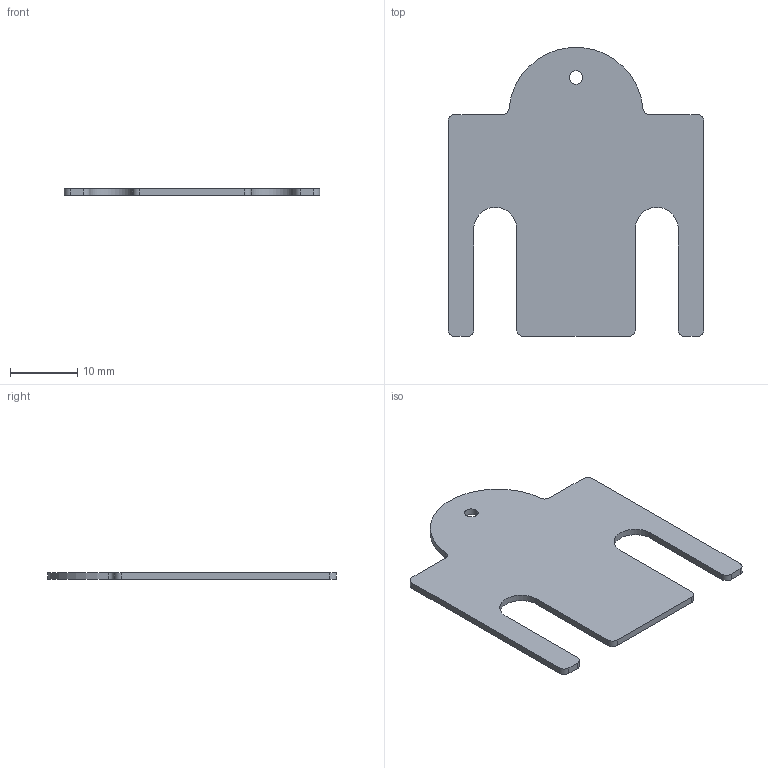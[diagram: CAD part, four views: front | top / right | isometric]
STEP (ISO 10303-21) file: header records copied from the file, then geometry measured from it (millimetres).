
FILE_DESCRIPTION(('CATIA V5 STEP Exchange'),'2;1');
FILE_NAME('SU_11003 (Camber shim 1mm).stp','2022-10-04T18:09:59+00:00',('none'),('none'),'CATIA Version 5 Release 19 SP 2 (IN-10)','CATIA V5 STEP AP203','none');
FILE_SCHEMA(('CONFIG_CONTROL_DESIGN'));
Length unit declared in the file: millimetre
Products named in the file (1): SU_11003
Bounding box: 38 x 42.96 x 1 mm (x, y, z)
Volume: 1169.6 mm3; surface area: 2566 mm2
Topology: 1 solids, 1 shells, 28 faces, 78 edges, 52 vertices
Faces by surface type: cylinder 15, plane 13
Entity records: 908 total; most frequent: ORIENTED_EDGE 156, CARTESIAN_POINT 155, DIRECTION 126, EDGE_CURVE 78, AXIS2_PLACEMENT_3D 55, VERTEX_POINT 52, VECTOR 48, LINE 48
